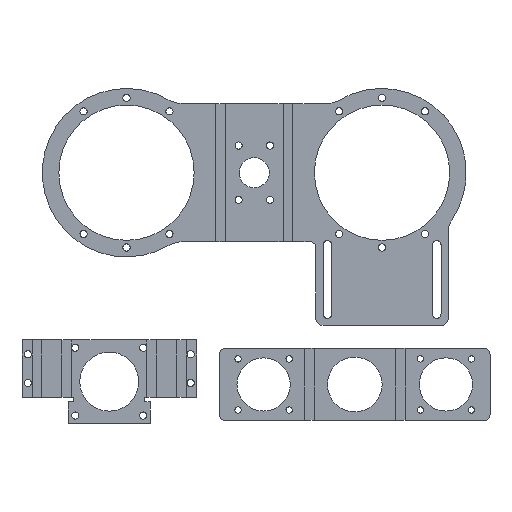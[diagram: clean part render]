
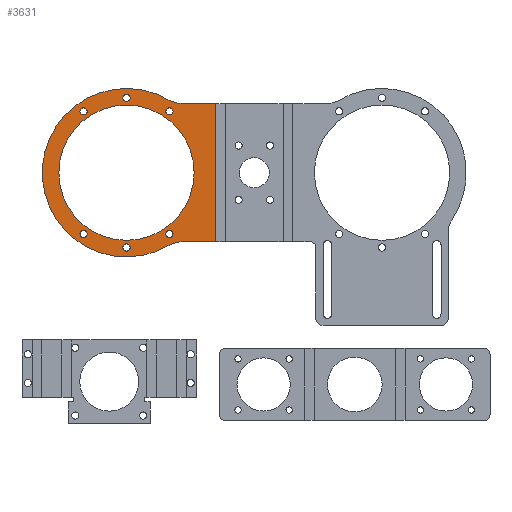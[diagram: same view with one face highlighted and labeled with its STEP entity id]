
A CAD part, top view. The second image highlights one B-rep face of the part: STEP entity #3631.
In plain terms, the highlighted planar face has unit normal (0, 0, 1).
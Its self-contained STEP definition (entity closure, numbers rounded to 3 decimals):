
#209=FACE_BOUND('',#680,.T.);
#210=FACE_BOUND('',#681,.T.);
#211=FACE_BOUND('',#682,.T.);
#212=FACE_BOUND('',#683,.T.);
#213=FACE_BOUND('',#684,.T.);
#214=FACE_BOUND('',#685,.T.);
#215=FACE_BOUND('',#686,.T.);
#317=PLANE('',#3947);
#448=FACE_OUTER_BOUND('',#679,.T.);
#679=EDGE_LOOP('',(#2885,#2886,#2887,#2888,#2889,#2890));
#680=EDGE_LOOP('',(#2891));
#681=EDGE_LOOP('',(#2892));
#682=EDGE_LOOP('',(#2893));
#683=EDGE_LOOP('',(#2894));
#684=EDGE_LOOP('',(#2895));
#685=EDGE_LOOP('',(#2896));
#686=EDGE_LOOP('',(#2897));
#1001=LINE('',#5367,#1318);
#1013=LINE('',#5421,#1330);
#1014=LINE('',#5422,#1331);
#1318=VECTOR('',#4508,4.32);
#1330=VECTOR('',#4572,4.32);
#1331=VECTOR('',#4573,10.);
#1503=CIRCLE('',#3872,18.);
#1505=CIRCLE('',#3875,58.5);
#1509=CIRCLE('',#3882,18.);
#1520=CIRCLE('',#3911,2.5);
#1522=CIRCLE('',#3914,2.5);
#1538=CIRCLE('',#3938,2.5);
#1539=CIRCLE('',#3940,47.);
#1540=CIRCLE('',#3942,2.5);
#1541=CIRCLE('',#3944,2.5);
#1542=CIRCLE('',#3946,2.5);
#1685=VERTEX_POINT('',#5239);
#1686=VERTEX_POINT('',#5240);
#1689=VERTEX_POINT('',#5248);
#1695=VERTEX_POINT('',#5266);
#1714=VERTEX_POINT('',#5340);
#1716=VERTEX_POINT('',#5346);
#1724=VERTEX_POINT('',#5366);
#1735=VERTEX_POINT('',#5400);
#1736=VERTEX_POINT('',#5404);
#1737=VERTEX_POINT('',#5408);
#1738=VERTEX_POINT('',#5412);
#1739=VERTEX_POINT('',#5416);
#1740=VERTEX_POINT('',#5420);
#2070=EDGE_CURVE('',#1685,#1686,#1503,.T.);
#2074=EDGE_CURVE('',#1689,#1686,#1505,.T.);
#2083=EDGE_CURVE('',#1689,#1695,#1509,.T.);
#2121=EDGE_CURVE('',#1714,#1714,#1520,.T.);
#2124=EDGE_CURVE('',#1716,#1716,#1522,.T.);
#2133=EDGE_CURVE('',#1695,#1724,#1001,.T.);
#2150=EDGE_CURVE('',#1735,#1735,#1538,.T.);
#2152=EDGE_CURVE('',#1736,#1736,#1539,.T.);
#2154=EDGE_CURVE('',#1737,#1737,#1540,.T.);
#2156=EDGE_CURVE('',#1738,#1738,#1541,.T.);
#2158=EDGE_CURVE('',#1739,#1739,#1542,.T.);
#2160=EDGE_CURVE('',#1685,#1740,#1013,.T.);
#2161=EDGE_CURVE('',#1740,#1724,#1014,.T.);
#2885=ORIENTED_EDGE('',*,*,#2160,.T.);
#2886=ORIENTED_EDGE('',*,*,#2161,.T.);
#2887=ORIENTED_EDGE('',*,*,#2133,.F.);
#2888=ORIENTED_EDGE('',*,*,#2083,.F.);
#2889=ORIENTED_EDGE('',*,*,#2074,.T.);
#2890=ORIENTED_EDGE('',*,*,#2070,.F.);
#2891=ORIENTED_EDGE('',*,*,#2121,.T.);
#2892=ORIENTED_EDGE('',*,*,#2124,.T.);
#2893=ORIENTED_EDGE('',*,*,#2158,.T.);
#2894=ORIENTED_EDGE('',*,*,#2156,.T.);
#2895=ORIENTED_EDGE('',*,*,#2154,.T.);
#2896=ORIENTED_EDGE('',*,*,#2152,.T.);
#2897=ORIENTED_EDGE('',*,*,#2150,.T.);
#3631=ADVANCED_FACE('',(#448,#209,#210,#211,#212,#213,#214,#215),#317,.T.);
#3872=AXIS2_PLACEMENT_3D('',#5241,#4370,#4371);
#3875=AXIS2_PLACEMENT_3D('',#5249,#4378,#4379);
#3882=AXIS2_PLACEMENT_3D('',#5267,#4397,#4398);
#3911=AXIS2_PLACEMENT_3D('',#5342,#4482,#4483);
#3914=AXIS2_PLACEMENT_3D('',#5348,#4489,#4490);
#3938=AXIS2_PLACEMENT_3D('',#5401,#4547,#4548);
#3940=AXIS2_PLACEMENT_3D('',#5405,#4552,#4553);
#3942=AXIS2_PLACEMENT_3D('',#5409,#4557,#4558);
#3944=AXIS2_PLACEMENT_3D('',#5413,#4562,#4563);
#3946=AXIS2_PLACEMENT_3D('',#5417,#4567,#4568);
#3947=AXIS2_PLACEMENT_3D('',#5419,#4570,#4571);
#4370=DIRECTION('center_axis',(0.,0.,
1.));
#4371=DIRECTION('ref_axis',(-0.262,0.965,0.));
#4378=DIRECTION('center_axis',(0.,0.,
1.));
#4379=DIRECTION('ref_axis',(0.,1.,0.));
#4397=DIRECTION('center_axis',(0.,0.,
1.));
#4398=DIRECTION('ref_axis',(-0.262,-0.965,0.));
#4482=DIRECTION('center_axis',(0.,0.,
-1.));
#4483=DIRECTION('ref_axis',(0.,1.,0.));
#4489=DIRECTION('center_axis',(0.,0.,
-1.));
#4490=DIRECTION('ref_axis',(0.,1.,0.));
#4508=DIRECTION('',(1.,0.,0.));
#4547=DIRECTION('center_axis',(0.,0.,
-1.));
#4548=DIRECTION('ref_axis',(0.,1.,0.));
#4552=DIRECTION('center_axis',(0.,0.,
-1.));
#4553=DIRECTION('ref_axis',(0.,1.,0.));
#4557=DIRECTION('center_axis',(0.,0.,
-1.));
#4558=DIRECTION('ref_axis',(0.,1.,0.));
#4562=DIRECTION('center_axis',(0.,0.,
-1.));
#4563=DIRECTION('ref_axis',(0.,1.,0.));
#4567=DIRECTION('center_axis',(0.,0.,
-1.));
#4568=DIRECTION('ref_axis',(0.,1.,0.));
#4570=DIRECTION('center_axis',(0.,0.,
1.));
#4571=DIRECTION('ref_axis',(1.,0.,0.));
#4572=DIRECTION('',(1.,0.,0.));
#4573=DIRECTION('',(0.,1.,0.));
#5239=CARTESIAN_POINT('',(-49.582,-48.,32.523));
#5240=CARTESIAN_POINT('',(-58.683,-50.471,32.523));
#5241=CARTESIAN_POINT('Origin',(-49.582,-66.,32.523));
#5248=CARTESIAN_POINT('',(-58.683,50.471,32.523));
#5249=CARTESIAN_POINT('Origin',(-88.263,0.,
32.523));
#5266=CARTESIAN_POINT('',(-49.582,48.,32.523));
#5267=CARTESIAN_POINT('Origin',(-49.582,66.,32.523));
#5340=CARTESIAN_POINT('',(-88.263,-54.5,32.523));
#5342=CARTESIAN_POINT('Origin',(-88.263,-52.,32.523));
#5346=CARTESIAN_POINT('',(-88.263,49.5,32.523));
#5348=CARTESIAN_POINT('Origin',(-88.263,52.,32.523));
#5366=CARTESIAN_POINT('',(-26.263,48.,32.523));
#5367=CARTESIAN_POINT('',(-12.691,48.,32.523));
#5400=CARTESIAN_POINT('',(-58.437,-45.096,32.523));
#5401=CARTESIAN_POINT('Origin',(-58.437,-42.596,32.523));
#5404=CARTESIAN_POINT('',(-88.263,-47.,32.523));
#5405=CARTESIAN_POINT('Origin',(-88.263,0.,
32.523));
#5408=CARTESIAN_POINT('',(-118.089,40.096,32.523));
#5409=CARTESIAN_POINT('Origin',(-118.089,42.596,32.523));
#5412=CARTESIAN_POINT('',(-118.089,-45.096,32.523));
#5413=CARTESIAN_POINT('Origin',(-118.089,-42.596,32.523));
#5416=CARTESIAN_POINT('',(-58.437,40.096,32.523));
#5417=CARTESIAN_POINT('Origin',(-58.437,42.596,32.523));
#5419=CARTESIAN_POINT('Origin',(2.416,0.,
32.523));
#5420=CARTESIAN_POINT('',(-26.263,-48.,32.523));
#5421=CARTESIAN_POINT('',(-12.691,-48.,32.523));
#5422=CARTESIAN_POINT('',(-26.263,0.,32.523));
